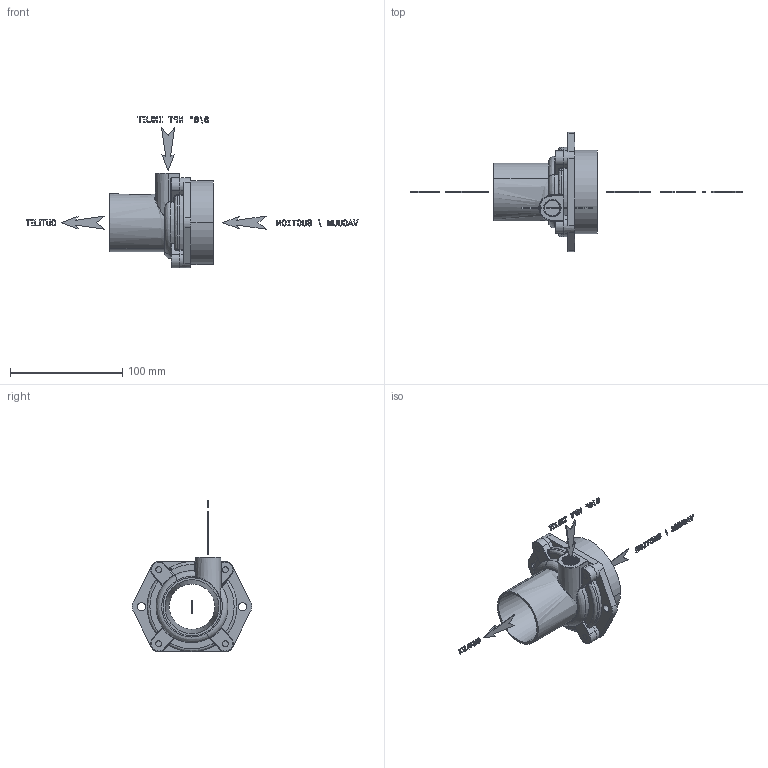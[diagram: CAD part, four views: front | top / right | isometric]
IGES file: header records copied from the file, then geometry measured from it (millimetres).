
Start section: START RECORD GO HERE.
Global section: file name: FX-40_Outline.igs; native system: DASSAULT SYSTEMES CATIA V5 R20 - www.3ds.com; preprocessor: CATIA Version 5 Release 20 ; author: Chirag Shah; organization: INTRITECH; date: 20181213.141946; units: millimetre
Bounding box: 295.45 x 106.1 x 134.69 mm (x, y, z)
Volume: 138357.6 mm3; surface area: 59218.8 mm2
Topology: 54 solids, 54 shells, 1430 faces, 3823 edges, 2519 vertices
Faces by surface type: plane 980, revolution 208, extrusion 160, bspline 82
